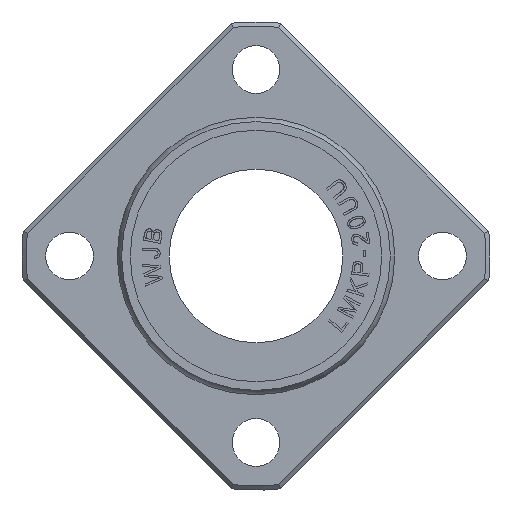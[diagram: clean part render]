
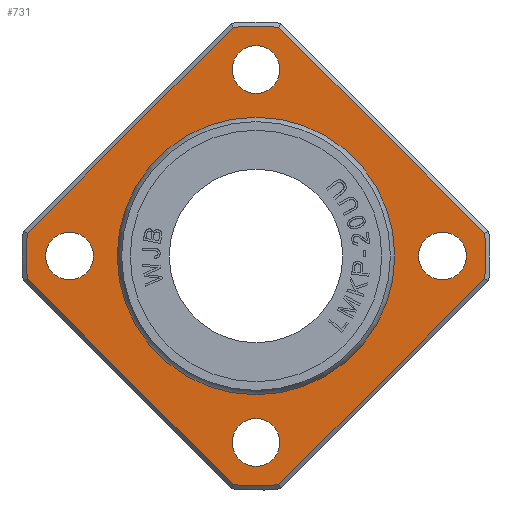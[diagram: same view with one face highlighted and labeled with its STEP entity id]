
A CAD part, left-side view. The second image highlights one B-rep face of the part: STEP entity #731.
In plain terms, the highlighted planar face has unit normal (-1, 0, 0).
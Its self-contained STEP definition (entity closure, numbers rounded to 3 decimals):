
#489=PLANE('',#6744);
#731=ADVANCED_FACE('',(#2301,#2302,#2303,#2304,#2305,#2306),#489,.T.);
#1178=CIRCLE('',#6720,26.5);
#1180=CIRCLE('',#6723,26.5);
#1182=CIRCLE('',#6726,26.5);
#1189=CIRCLE('',#6738,15.773);
#1190=CIRCLE('',#6739,2.75);
#1191=CIRCLE('',#6740,2.75);
#1192=CIRCLE('',#6741,2.75);
#1193=CIRCLE('',#6742,2.75);
#1194=CIRCLE('',#6743,26.5);
#2301=FACE_BOUND('',#2427,.T.);
#2302=FACE_BOUND('',#2428,.T.);
#2303=FACE_BOUND('',#2429,.T.);
#2304=FACE_BOUND('',#2430,.T.);
#2305=FACE_BOUND('',#2431,.T.);
#2306=FACE_BOUND('',#2432,.T.);
#2427=EDGE_LOOP('',(#3119));
#2428=EDGE_LOOP('',(#3120));
#2429=EDGE_LOOP('',(#3121));
#2430=EDGE_LOOP('',(#3122));
#2431=EDGE_LOOP('',(#3123));
#2432=EDGE_LOOP('',(#3124,#3125,#3126,#3127,#3128,#3129,#3130,#3131));
#3119=ORIENTED_EDGE('',*,*,#5582,.F.);
#3120=ORIENTED_EDGE('',*,*,#5583,.T.);
#3121=ORIENTED_EDGE('',*,*,#5584,.T.);
#3122=ORIENTED_EDGE('',*,*,#5585,.T.);
#3123=ORIENTED_EDGE('',*,*,#5586,.T.);
#3124=ORIENTED_EDGE('',*,*,#5558,.F.);
#3125=ORIENTED_EDGE('',*,*,#5587,.F.);
#3126=ORIENTED_EDGE('',*,*,#5588,.F.);
#3127=ORIENTED_EDGE('',*,*,#5589,.F.);
#3128=ORIENTED_EDGE('',*,*,#5561,.F.);
#3129=ORIENTED_EDGE('',*,*,#5590,.F.);
#3130=ORIENTED_EDGE('',*,*,#5565,.F.);
#3131=ORIENTED_EDGE('',*,*,#5591,.F.);
#4937=VERTEX_POINT('',#9929);
#4939=VERTEX_POINT('',#9932);
#4941=VERTEX_POINT('',#9941);
#4942=VERTEX_POINT('',#9942);
#4945=VERTEX_POINT('',#9956);
#4946=VERTEX_POINT('',#9957);
#4959=VERTEX_POINT('',#10010);
#4960=VERTEX_POINT('',#10012);
#4961=VERTEX_POINT('',#10014);
#4962=VERTEX_POINT('',#10016);
#4963=VERTEX_POINT('',#10018);
#4964=VERTEX_POINT('',#10023);
#4965=VERTEX_POINT('',#10025);
#5558=EDGE_CURVE('',#4937,#4939,#1178,.T.);
#5561=EDGE_CURVE('',#4941,#4942,#1180,.T.);
#5565=EDGE_CURVE('',#4945,#4946,#1182,.T.);
#5582=EDGE_CURVE('',#4959,#4959,#1189,.T.);
#5583=EDGE_CURVE('',#4960,#4960,#1190,.T.);
#5584=EDGE_CURVE('',#4961,#4961,#1191,.T.);
#5585=EDGE_CURVE('',#4962,#4962,#1192,.T.);
#5586=EDGE_CURVE('',#4963,#4963,#1193,.T.);
#5587=EDGE_CURVE('',#4964,#4937,#6313,.T.);
#5588=EDGE_CURVE('',#4965,#4964,#1194,.T.);
#5589=EDGE_CURVE('',#4942,#4965,#6314,.T.);
#5590=EDGE_CURVE('',#4946,#4941,#6315,.T.);
#5591=EDGE_CURVE('',#4939,#4945,#6316,.T.);
#6313=B_SPLINE_CURVE_WITH_KNOTS('',3,(#10019,#10020,#10021,#10022),.UNSPECIFIED.,
 .F.,.F.,(4,4),(0.,1.),.UNSPECIFIED.);
#6314=B_SPLINE_CURVE_WITH_KNOTS('',3,(#10026,#10027,#10028,#10029),.UNSPECIFIED.,
 .F.,.F.,(4,4),(0.,1.),.UNSPECIFIED.);
#6315=B_SPLINE_CURVE_WITH_KNOTS('',3,(#10030,#10031,#10032,#10033),.UNSPECIFIED.,
 .F.,.F.,(4,4),(0.,1.),.UNSPECIFIED.);
#6316=B_SPLINE_CURVE_WITH_KNOTS('',3,(#10034,#10035,#10036,#10037),.UNSPECIFIED.,
 .F.,.F.,(4,4),(0.,1.),.UNSPECIFIED.);
#6720=AXIS2_PLACEMENT_3D('',#9931,#7291,#7292);
#6723=AXIS2_PLACEMENT_3D('',#9940,#7297,#7298);
#6726=AXIS2_PLACEMENT_3D('',#9955,#7303,#7304);
#6738=AXIS2_PLACEMENT_3D('',#10009,#7331,#7332);
#6739=AXIS2_PLACEMENT_3D('',#10011,#7333,#7334);
#6740=AXIS2_PLACEMENT_3D('',#10013,#7335,#7336);
#6741=AXIS2_PLACEMENT_3D('',#10015,#7337,#7338);
#6742=AXIS2_PLACEMENT_3D('',#10017,#7339,#7340);
#6743=AXIS2_PLACEMENT_3D('',#10024,#7341,#7342);
#6744=AXIS2_PLACEMENT_3D('',#10038,#7343,#7344);
#7291=DIRECTION('',(1.,0.,0.));
#7292=DIRECTION('',(0.,0.,-1.));
#7297=DIRECTION('',(1.,0.,0.));
#7298=DIRECTION('',(0.,0.,-1.));
#7303=DIRECTION('',(1.,0.,0.));
#7304=DIRECTION('',(0.,0.,-1.));
#7331=DIRECTION('',(-1.,0.,0.));
#7332=DIRECTION('',(0.,0.,1.));
#7333=DIRECTION('',(1.,0.,0.));
#7334=DIRECTION('',(0.,1.,0.));
#7335=DIRECTION('',(1.,0.,0.));
#7336=DIRECTION('',(0.,1.,0.));
#7337=DIRECTION('',(1.,0.,0.));
#7338=DIRECTION('',(0.,1.,0.));
#7339=DIRECTION('',(1.,0.,0.));
#7340=DIRECTION('',(0.,1.,0.));
#7341=DIRECTION('',(1.,0.,0.));
#7342=DIRECTION('',(0.,0.,-1.));
#7343=DIRECTION('',(-1.,0.,0.));
#7344=DIRECTION('',(0.,0.,1.));
#9929=CARTESIAN_POINT('',(8.,-26.37,2.621));
#9931=CARTESIAN_POINT('',(8.,0.,0.));
#9932=CARTESIAN_POINT('',(8.,-26.37,-2.621));
#9940=CARTESIAN_POINT('',(8.,0.,0.));
#9941=CARTESIAN_POINT('',(8.,26.37,-2.621));
#9942=CARTESIAN_POINT('',(8.,26.37,2.621));
#9955=CARTESIAN_POINT('',(8.,0.,0.));
#9956=CARTESIAN_POINT('',(8.,-2.621,-26.37));
#9957=CARTESIAN_POINT('',(8.,2.621,-26.37));
#10009=CARTESIAN_POINT('',(8.,0.,0.));
#10010=CARTESIAN_POINT('',(8.,0.,15.773));
#10011=CARTESIAN_POINT('',(8.,21.5,0.));
#10012=CARTESIAN_POINT('',(8.,18.75,0.));
#10013=CARTESIAN_POINT('',(8.,-21.5,0.));
#10014=CARTESIAN_POINT('',(8.,-24.25,0.));
#10015=CARTESIAN_POINT('',(8.,0.,21.5));
#10016=CARTESIAN_POINT('',(8.,-2.75,21.5));
#10017=CARTESIAN_POINT('',(8.,0.,-21.5));
#10018=CARTESIAN_POINT('',(8.,-2.75,-21.5));
#10019=CARTESIAN_POINT('',(8.,-2.621,26.37));
#10020=CARTESIAN_POINT('',(8.,-10.538,18.454));
#10021=CARTESIAN_POINT('',(8.,-18.454,10.538));
#10022=CARTESIAN_POINT('',(8.,-26.37,2.621));
#10023=CARTESIAN_POINT('',(8.,-2.621,26.37));
#10024=CARTESIAN_POINT('',(8.,0.,0.));
#10025=CARTESIAN_POINT('',(8.,2.621,26.37));
#10026=CARTESIAN_POINT('',(8.,26.37,2.621));
#10027=CARTESIAN_POINT('',(8.,18.454,10.538));
#10028=CARTESIAN_POINT('',(8.,10.538,18.454));
#10029=CARTESIAN_POINT('',(8.,2.621,26.37));
#10030=CARTESIAN_POINT('',(8.,2.621,-26.37));
#10031=CARTESIAN_POINT('',(8.,10.538,-18.454));
#10032=CARTESIAN_POINT('',(8.,18.454,-10.538));
#10033=CARTESIAN_POINT('',(8.,26.37,-2.621));
#10034=CARTESIAN_POINT('',(8.,-26.37,-2.621));
#10035=CARTESIAN_POINT('',(8.,-18.454,-10.538));
#10036=CARTESIAN_POINT('',(8.,-10.538,-18.454));
#10037=CARTESIAN_POINT('',(8.,-2.621,-26.37));
#10038=CARTESIAN_POINT('',(8.,0.,21.387));
